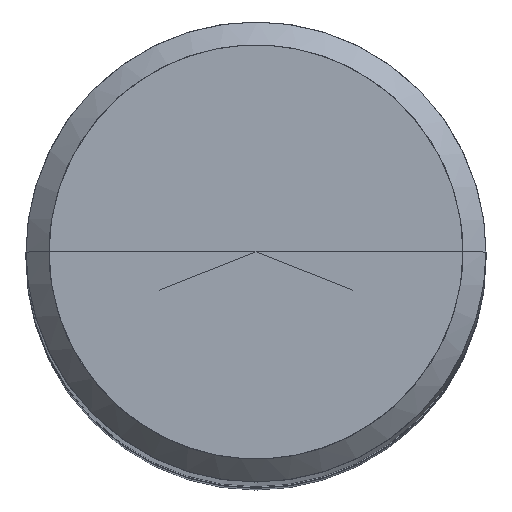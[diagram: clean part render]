
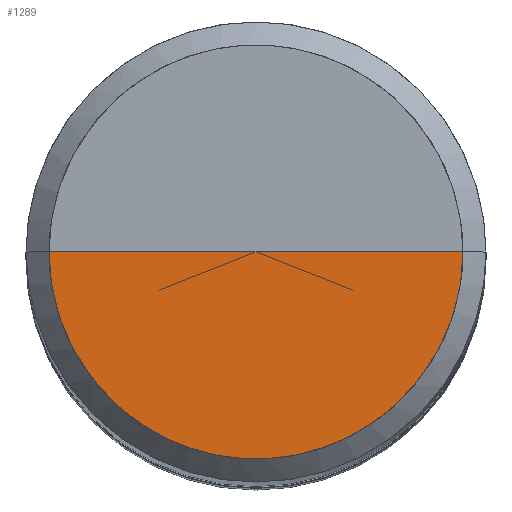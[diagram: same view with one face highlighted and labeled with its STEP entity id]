
A CAD part, top view. The second image highlights one B-rep face of the part: STEP entity #1289.
In plain terms, the highlighted free-form (B-spline) face has degree [1, 2] with [2, 5] control points.
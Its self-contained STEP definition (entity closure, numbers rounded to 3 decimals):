
#848=CARTESIAN_POINT('',(4.5,0.0,75.0));
#852=CARTESIAN_POINT('',(-4.5,0.0,75.0));
#853=CARTESIAN_POINT('',(0.0,0.0,75.0));
#869=CARTESIAN_POINT('',(-4.5,-4.5,75.0));
#870=CARTESIAN_POINT('',(0.0,-4.5,75.0));
#871=CARTESIAN_POINT('',(4.5,-4.5,75.0));
#1274=(
BOUNDED_SURFACE()
B_SPLINE_SURFACE(1,2,(
(#852,#869,#870,#871,#848),
(#853,#853,#853,#853,#853)
), .UNSPECIFIED.,.F.,.F.,.F.)
B_SPLINE_SURFACE_WITH_KNOTS((2,2),(3,2,3),(
0.0,1.0),(
0.0,0.5,1.0), .UNSPECIFIED.)
GEOMETRIC_REPRESENTATION_ITEM()
RATIONAL_B_SPLINE_SURFACE(((1.0,0.707,1.0,0.707,1.0),
(1.0,0.707,1.0,0.707,1.0)
))
REPRESENTATION_ITEM('')
SURFACE()
);
#1275=(
BOUNDED_CURVE()
B_SPLINE_CURVE(2,(#848,#871,#870,#869,#852),.UNSPECIFIED.,.F.,.F.)
B_SPLINE_CURVE_WITH_KNOTS((3,2,3),
(0.0,0.5,1.0),.UNSPECIFIED.)
CURVE()
GEOMETRIC_REPRESENTATION_ITEM()
RATIONAL_B_SPLINE_CURVE((1.0,0.707,1.0,0.707,1.0))
REPRESENTATION_ITEM('')
);
#1276=(
BOUNDED_CURVE()
B_SPLINE_CURVE(1,(#852,#853),.UNSPECIFIED.,.F.,.F.)
B_SPLINE_CURVE_WITH_KNOTS((2,2),
(0.0,1.0),.UNSPECIFIED.)
CURVE()
GEOMETRIC_REPRESENTATION_ITEM()
RATIONAL_B_SPLINE_CURVE((1.0,1.0))
REPRESENTATION_ITEM('')
);
#1277=(
BOUNDED_CURVE()
B_SPLINE_CURVE(1,(#853,#848),.UNSPECIFIED.,.F.,.F.)
B_SPLINE_CURVE_WITH_KNOTS((2,2),
(0.0,1.0),.UNSPECIFIED.)
CURVE()
GEOMETRIC_REPRESENTATION_ITEM()
RATIONAL_B_SPLINE_CURVE((1.0,1.0))
REPRESENTATION_ITEM('')
);
#1278=VERTEX_POINT('',#848);
#1279=VERTEX_POINT('',#852);
#1280=VERTEX_POINT('',#853);
#1281=EDGE_CURVE('',#1278,#1279,#1275,.T.);
#1282=EDGE_CURVE('',#1279,#1280,#1276,.T.);
#1283=EDGE_CURVE('',#1280,#1278,#1277,.T.);
#1284=ORIENTED_EDGE('',*,*,#1281,.T.);
#1285=ORIENTED_EDGE('',*,*,#1282,.T.);
#1286=ORIENTED_EDGE('',*,*,#1283,.T.);
#1287=EDGE_LOOP('',(#1284,#1285,#1286));
#1288=FACE_OUTER_BOUND('',#1287,.T.);
#1289=ADVANCED_FACE('',(#1288),#1274,.T.);
